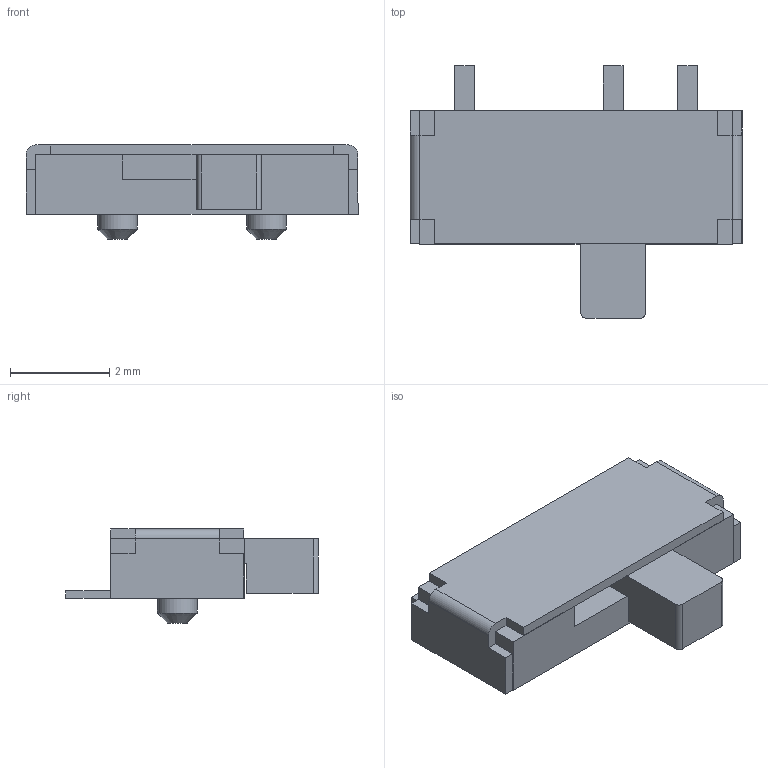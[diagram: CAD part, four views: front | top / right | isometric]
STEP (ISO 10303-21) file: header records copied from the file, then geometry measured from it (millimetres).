
FILE_DESCRIPTION((''),'2;1');
FILE_NAME('EG1260ANQ.stp','2011-06-27T08:00:25',('blarson'),(''),'Autodesk Inventor 11','Autodesk Inventor 11','');
FILE_SCHEMA(('AUTOMOTIVE_DESIGN { 1 0 10303 214 1 1 1 1 }'));
Length unit declared in the file: millimetre
Products named in the file (3): Assembly1; EG1260NBODY; EG1260ACTUATOR-1.5A
Assembly tree (2 placements, depth 2):
  Assembly1
    EG1260NBODY
    EG1260ACTUATOR-1.5A
Bounding box: 6.7 x 5.09 x 1.9 mm (x, y, z)
Volume: 27.3 mm3; surface area: 81.9 mm2
Topology: 2 solids, 2 shells, 77 faces, 200 edges, 132 vertices
Faces by surface type: plane 60, bspline 9, cylinder 6, cone 2
Full cylindrical faces by diameter (mm): 0.8 x2
Entity records: 2379 total; most frequent: CARTESIAN_POINT 437, ORIENTED_EDGE 392, DIRECTION 356, EDGE_CURVE 196, VECTOR 182, LINE 182, VERTEX_POINT 132, AXIS2_PLACEMENT_3D 87
